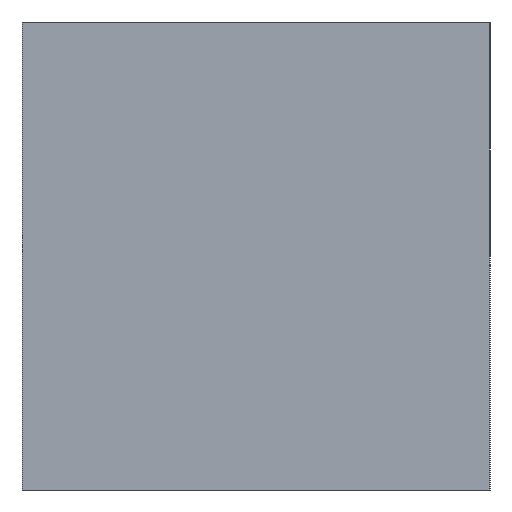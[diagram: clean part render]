
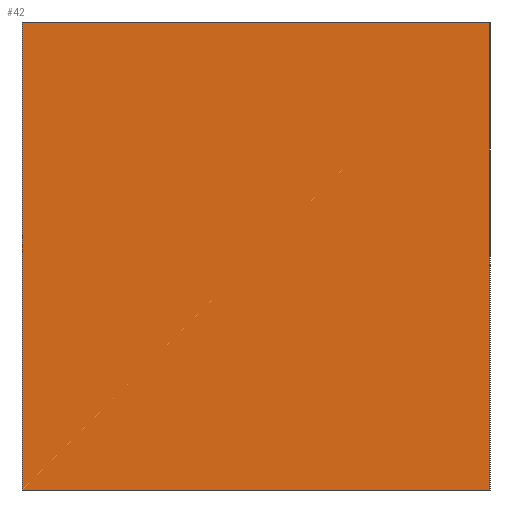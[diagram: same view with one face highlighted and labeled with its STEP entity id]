
A CAD part, left-side view. The second image highlights one B-rep face of the part: STEP entity #42.
In plain terms, the highlighted planar face has unit normal (-1, 0, 0).
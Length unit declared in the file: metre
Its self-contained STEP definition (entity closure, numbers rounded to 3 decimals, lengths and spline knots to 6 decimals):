
#42 = ADVANCED_FACE( '', ( #83 ), #84, .F. );
#83 = FACE_OUTER_BOUND( '', #123, .T. );
#84 = PLANE( '', #124 );
#123 = EDGE_LOOP( '', ( #162, #163, #164, #165 ) );
#124 = AXIS2_PLACEMENT_3D( '', #166, #167, #168 );
#162 = ORIENTED_EDGE( '', *, *, #213, .T. );
#163 = ORIENTED_EDGE( '', *, *, #220, .F. );
#164 = ORIENTED_EDGE( '', *, *, #216, .F. );
#165 = ORIENTED_EDGE( '', *, *, #221, .T. );
#166 = CARTESIAN_POINT( '', ( -0.01, 0.005, 0.01 ) );
#167 = DIRECTION( '', ( 1., 0., 0. ) );
#168 = DIRECTION( '', ( 0., 0., -1. ) );
#213 = EDGE_CURVE( '', #233, #238, #240, .T. );
#216 = EDGE_CURVE( '', #242, #245, #246, .T. );
#220 = EDGE_CURVE( '', #245, #238, #251, .T. );
#221 = EDGE_CURVE( '', #242, #233, #252, .T. );
#233 = VERTEX_POINT( '', #266 );
#238 = VERTEX_POINT( '', #273 );
#240 = LINE( '', #276, #277 );
#242 = VERTEX_POINT( '', #279 );
#245 = VERTEX_POINT( '', #283 );
#246 = LINE( '', #284, #285 );
#251 = LINE( '', #292, #293 );
#252 = LINE( '', #294, #295 );
#266 = CARTESIAN_POINT( '', ( -0.01, 0.01, 0. ) );
#273 = CARTESIAN_POINT( '', ( -0.01, 0., 0. ) );
#276 = CARTESIAN_POINT( '', ( -0.01, 0.005, 0. ) );
#277 = VECTOR( '', #313, 1. );
#279 = CARTESIAN_POINT( '', ( -0.01, 0.01, 0.01 ) );
#283 = CARTESIAN_POINT( '', ( -0.01, 0., 0.01 ) );
#284 = CARTESIAN_POINT( '', ( -0.01, 0.005, 0.01 ) );
#285 = VECTOR( '', #315, 1. );
#292 = CARTESIAN_POINT( '', ( -0.01, 0., 0.01 ) );
#293 = VECTOR( '', #318, 1. );
#294 = CARTESIAN_POINT( '', ( -0.01, 0.01, 0.01 ) );
#295 = VECTOR( '', #319, 1. );
#313 = DIRECTION( '', ( 0., -1., 0. ) );
#315 = DIRECTION( '', ( 0., -1., 0. ) );
#318 = DIRECTION( '', ( 0., 0., -1. ) );
#319 = DIRECTION( '', ( 0., 0., -1. ) );
